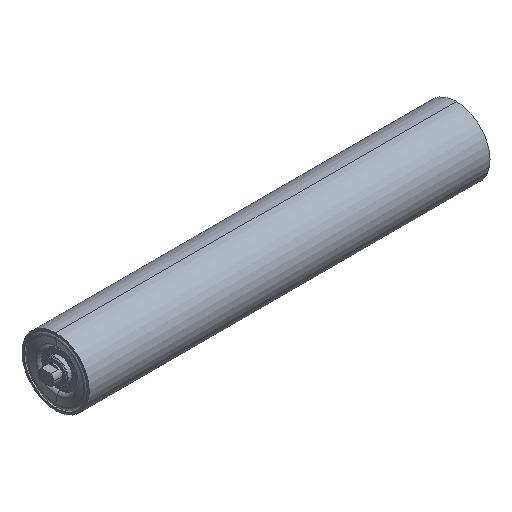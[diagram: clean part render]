
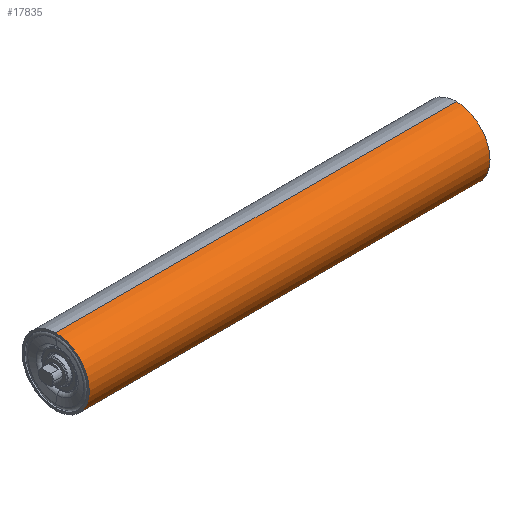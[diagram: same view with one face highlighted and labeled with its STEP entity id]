
A CAD part, isometric view. The second image highlights one B-rep face of the part: STEP entity #17835.
In plain terms, the highlighted cylindrical face has radius 44.5 mm (diameter 89 mm), a partial arc.
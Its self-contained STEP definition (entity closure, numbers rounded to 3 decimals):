
#201 = AXIS2_PLACEMENT_3D ( 'NONE', #18444, #26615, #16837 ) ;
#817 = EDGE_LOOP ( 'NONE', ( #24399, #7522, #15018, #18649 ) ) ;
#855 = CARTESIAN_POINT ( 'NONE',  ( 530., 0., -44.5 ) ) ;
#1105 = DIRECTION ( 'NONE',  ( 0., 0., -1. ) ) ;
#1883 = VECTOR ( 'NONE', #22052, 1000. ) ;
#4684 = VERTEX_POINT ( 'NONE', #855 ) ;
#5751 = DIRECTION ( 'NONE',  ( 1., 0., 0. ) ) ;
#5982 = CARTESIAN_POINT ( 'NONE',  ( 530., 0., -44.5 ) ) ;
#6040 = CARTESIAN_POINT ( 'NONE',  ( 0., 0., 0. ) ) ;
#6539 = VERTEX_POINT ( 'NONE', #20434 ) ;
#7089 = CARTESIAN_POINT ( 'NONE',  ( 0., 0., -44.5 ) ) ;
#7522 = ORIENTED_EDGE ( 'NONE', *, *, #19635, .F. ) ;
#7801 = LINE ( 'NONE', #20560, #14603 ) ;
#7922 = DIRECTION ( 'NONE',  ( -1., 0., 0. ) ) ;
#9554 = EDGE_CURVE ( 'NONE', #6539, #11863, #7801, .T. ) ;
#9814 = LINE ( 'NONE', #5982, #1883 ) ;
#11413 = DIRECTION ( 'NONE',  ( 1., 0., 0. ) ) ;
#11863 = VERTEX_POINT ( 'NONE', #21059 ) ;
#14368 = FACE_OUTER_BOUND ( 'NONE', #817, .T. ) ;
#14603 = VECTOR ( 'NONE', #7922, 1000. ) ;
#15018 = ORIENTED_EDGE ( 'NONE', *, *, #9554, .T. ) ;
#15534 = CIRCLE ( 'NONE', #20323, 44.5 ) ;
#16295 = CYLINDRICAL_SURFACE ( 'NONE', #201, 44.5 ) ;
#16513 = DIRECTION ( 'NONE',  ( 0., 0., -1. ) ) ;
#16681 = EDGE_CURVE ( 'NONE', #4684, #26418, #9814, .T. ) ;
#16837 = DIRECTION ( 'NONE',  ( 0., 0., 1. ) ) ;
#17693 = CARTESIAN_POINT ( 'NONE',  ( 530., 0., 0. ) ) ;
#17835 = ADVANCED_FACE ( 'NONE', ( #14368 ), #16295, .T. ) ;
#18444 = CARTESIAN_POINT ( 'NONE',  ( 530., 0., 0. ) ) ;
#18649 = ORIENTED_EDGE ( 'NONE', *, *, #22797, .T. ) ;
#19635 = EDGE_CURVE ( 'NONE', #6539, #4684, #15534, .T. ) ;
#20323 = AXIS2_PLACEMENT_3D ( 'NONE', #17693, #11413, #1105 ) ;
#20434 = CARTESIAN_POINT ( 'NONE',  ( 530., 0., 44.5 ) ) ;
#20560 = CARTESIAN_POINT ( 'NONE',  ( 530., 0., 44.5 ) ) ;
#21059 = CARTESIAN_POINT ( 'NONE',  ( 0., 0., 44.5 ) ) ;
#22052 = DIRECTION ( 'NONE',  ( -1., 0., 0. ) ) ;
#22308 = CIRCLE ( 'NONE', #25775, 44.5 ) ;
#22797 = EDGE_CURVE ( 'NONE', #11863, #26418, #22308, .T. ) ;
#24399 = ORIENTED_EDGE ( 'NONE', *, *, #16681, .F. ) ;
#25775 = AXIS2_PLACEMENT_3D ( 'NONE', #6040, #5751, #16513 ) ;
#26418 = VERTEX_POINT ( 'NONE', #7089 ) ;
#26615 = DIRECTION ( 'NONE',  ( -1., 0., 0. ) ) ;
